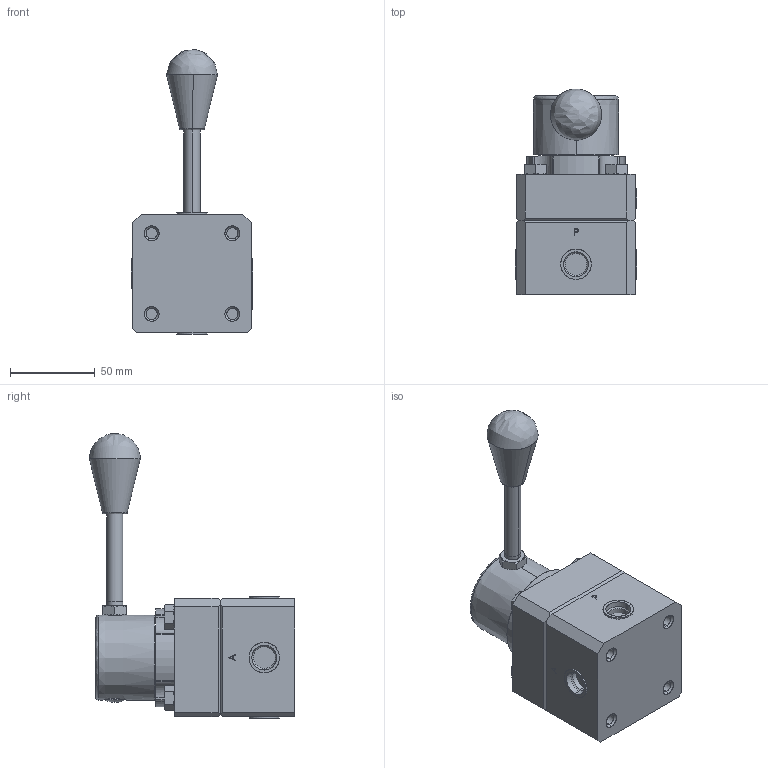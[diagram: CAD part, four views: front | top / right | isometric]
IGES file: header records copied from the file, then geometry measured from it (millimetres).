
Start section: SolidWorks IGES file using analytic representation for surfaces
Global section: file name: TSK6547-2M01.IGS; native system: SolidWorks 2023; preprocessor: SolidWorks 2023; author: mks; date: 240917.092700; units: millimetre
Bounding box: 71.8 x 121.37 x 168.23 mm (x, y, z)
Surface area: 51250.9 mm2 (no closed solid volume)
Topology: 0 solids, 0 shells, 250 faces, 3725 edges, 3724 vertices
Faces by surface type: bspline 129, revolution 121
